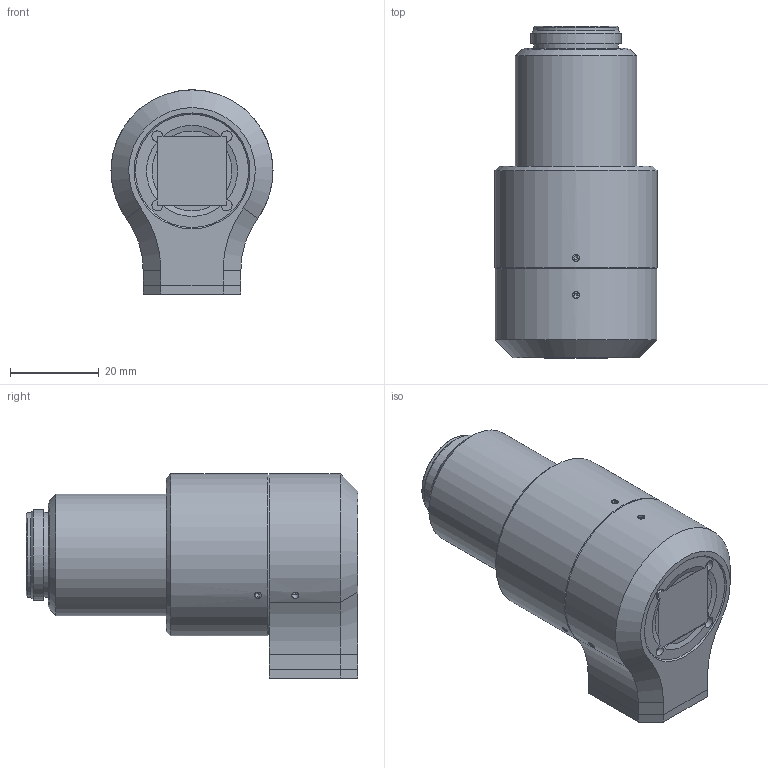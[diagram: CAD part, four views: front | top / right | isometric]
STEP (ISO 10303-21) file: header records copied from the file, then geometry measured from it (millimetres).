
FILE_DESCRIPTION (( 'STEP AP203' ), '1' );
FILE_NAME ('690141.STEP', '2025-12-23T01:20:33', ( 'Windows User' ), ( 'P R C' ), 'SwSTEP 2.0', 'SolidWorks 2020', '' );
FILE_SCHEMA (( 'CONFIG_CONTROL_DESIGN' ));
Length unit declared in the file: millimetre
Products named in the file (13): _X2_87BA9489_X0_ GB_T 70.1 M1.6 x 6; _X2_955C7B52_X0_; _X2_87BA9489_X0_ GB_T 78 M2 x 6; _X2_87BA9489_X0_ GB_T 819.1 M1.6 x 3(1); _X2_87BA9489_X0_ GB_T 78 M2 x 3; _X2_7269955C58F3_X0_; 690141; _X2_5E726D89955C5EA7_X0_; _X2_87BA9489_X0_ GB_T 819.1 M1.6 x 4(1); _X2_59165957_X0_; _X2_540E59165957_X0_; _X2_540E51499611_X0_; _X2_8C036574677F_X0_
Assembly tree (19 placements, depth 2):
  690141
    _X2_540E51499611_X0_
    _X2_540E59165957_X0_
    _X2_59165957_X0_
    _X2_7269955C58F3_X0_
    _X2_955C7B52_X0_
    _X2_8C036574677F_X0_
    _X2_5E726D89955C5EA7_X0_
    _X2_87BA9489_X0_ GB_T 70.1 M1.6 x 6  x3
    _X2_87BA9489_X0_ GB_T 819.1 M1.6 x 4(1)  x2
    _X2_87BA9489_X0_ GB_T 819.1 M1.6 x 3(1)
    _X2_87BA9489_X0_ GB_T 78 M2 x 3  x3
    _X2_87BA9489_X0_ GB_T 78 M2 x 6  x3
Bounding box: 36.5 x 74.7 x 46 mm (x, y, z)
Volume: 36940.9 mm3; surface area: 31150.7 mm2
Topology: 20 solids, 20 shells, 392 faces, 946 edges, 616 vertices
Faces by surface type: plane 181, cone 105, cylinder 84, bspline 19, torus 2, sphere 1
Full cylindrical faces by diameter (mm): 1.221 x9, 1.373 x3, 1.567 x6, 1.6 x6, 2 x6, 3 x9, 11.4 x1, 12 x1, 13.8 x1, 15.8 x1, 15.928 x1, 16 x2, 16.5 x1, 19.1 x2, 19.8 x1, 20 x1, 20.32 x1, 20.9 x1, 22.5 x1, 23.1 x1, 23.6 x2, 23.8 x1, 24 x1, 24.5 x1, 24.9 x1, 25 x2, 25.5 x1, 26.5 x1, 27.4 x2, 27.5 x1
Entity records: 10085 total; most frequent: CARTESIAN_POINT 2671, DIRECTION 1196, ORIENTED_EDGE 1024, AXIS2_PLACEMENT_3D 515, EDGE_CURVE 512, EDGE_LOOP 473, VERTEX_POINT 393, FACE_OUTER_BOUND 356
